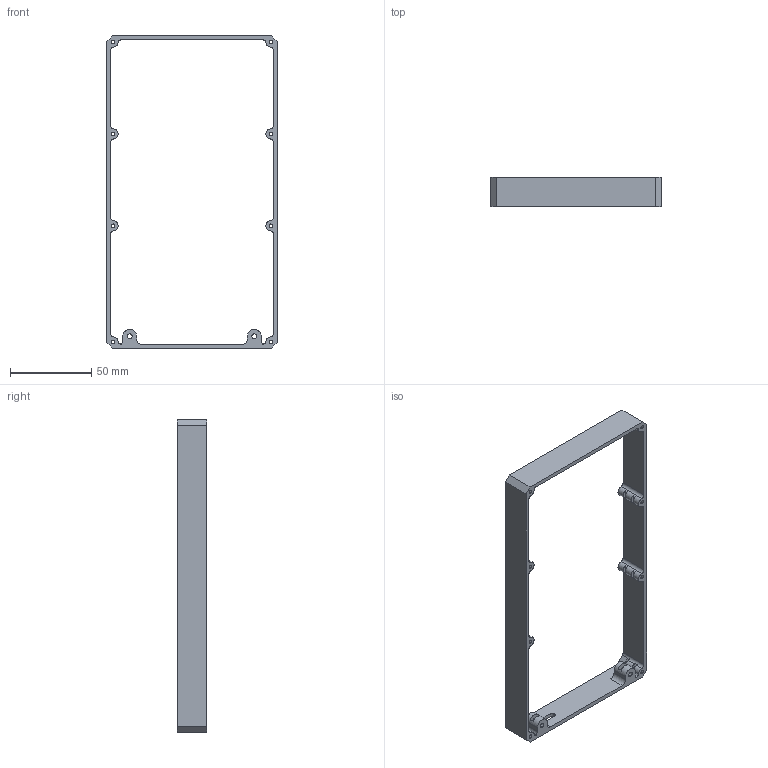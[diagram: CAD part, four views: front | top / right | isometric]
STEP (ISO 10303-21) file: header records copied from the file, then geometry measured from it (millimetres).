
FILE_DESCRIPTION (( 'STEP AP214' ), '1' );
FILE_NAME ('Interposer Side Shield.STEP', '2023-04-12T05:15:29', ( '' ), ( '' ), 'SwSTEP 2.0', 'SolidWorks 2022', '' );
FILE_SCHEMA (( 'AUTOMOTIVE_DESIGN' ));
Length unit declared in the file: millimetre
Products named in the file (1): Interposer Side Shield
Bounding box: 105 x 18 x 192.35 mm (x, y, z)
Volume: 29050.2 mm3; surface area: 26519.2 mm2
Topology: 1 solids, 1 shells, 264 faces, 746 edges, 494 vertices
Faces by surface type: plane 160, cylinder 98, bspline 4, torus 2
Entity records: 8940 total; most frequent: CARTESIAN_POINT 1723, DIRECTION 1508, ORIENTED_EDGE 1492, EDGE_CURVE 746, AXIS2_PLACEMENT_3D 509, VERTEX_POINT 494, LINE 490, VECTOR 490
